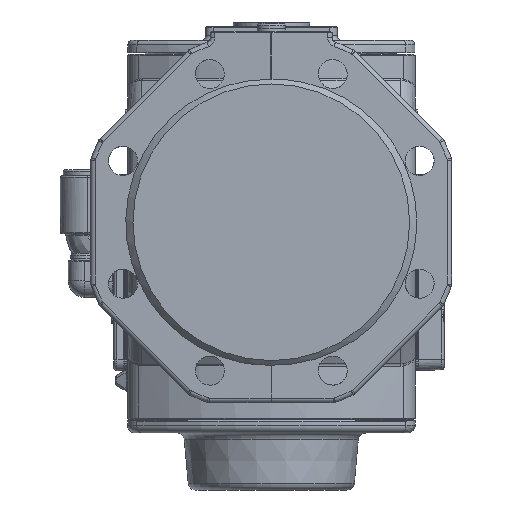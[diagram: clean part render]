
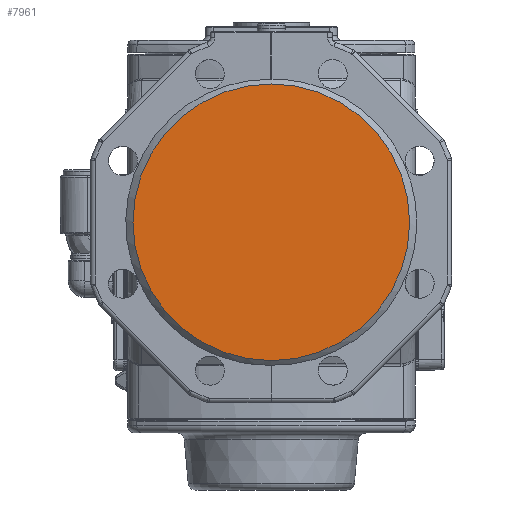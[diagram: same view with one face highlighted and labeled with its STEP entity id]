
A CAD part, left-side view. The second image highlights one B-rep face of the part: STEP entity #7961.
In plain terms, the highlighted planar face has unit normal (-1, 0, 0).
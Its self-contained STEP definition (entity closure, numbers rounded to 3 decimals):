
#7961=ADVANCED_FACE('',(#11444),#10638,.T.);
#10638=PLANE('',#41998);
#11444=FACE_OUTER_BOUND('',#13555,.T.);
#13555=EDGE_LOOP('',(#19027));
#19027=ORIENTED_EDGE('',*,*,#34338,.T.);
#30519=VERTEX_POINT('',#59683);
#34338=EDGE_CURVE('',#30519,#30519,#39684,.T.);
#39684=CIRCLE('',#41997,90.5);
#41997=AXIS2_PLACEMENT_3D('',#59682,#47391,#47392);
#41998=AXIS2_PLACEMENT_3D('',#59684,#47393,#47394);
#47391=DIRECTION('',(-1.,0.,0.));
#47392=DIRECTION('',(0.,0.,1.));
#47393=DIRECTION('',(-1.,0.,0.));
#47394=DIRECTION('',(0.,0.,1.));
#59682=CARTESIAN_POINT('',(-200.,-1.,-1.));
#59683=CARTESIAN_POINT('',(-200.,-1.,89.5));
#59684=CARTESIAN_POINT('',(-200.,-1.,-1.));
